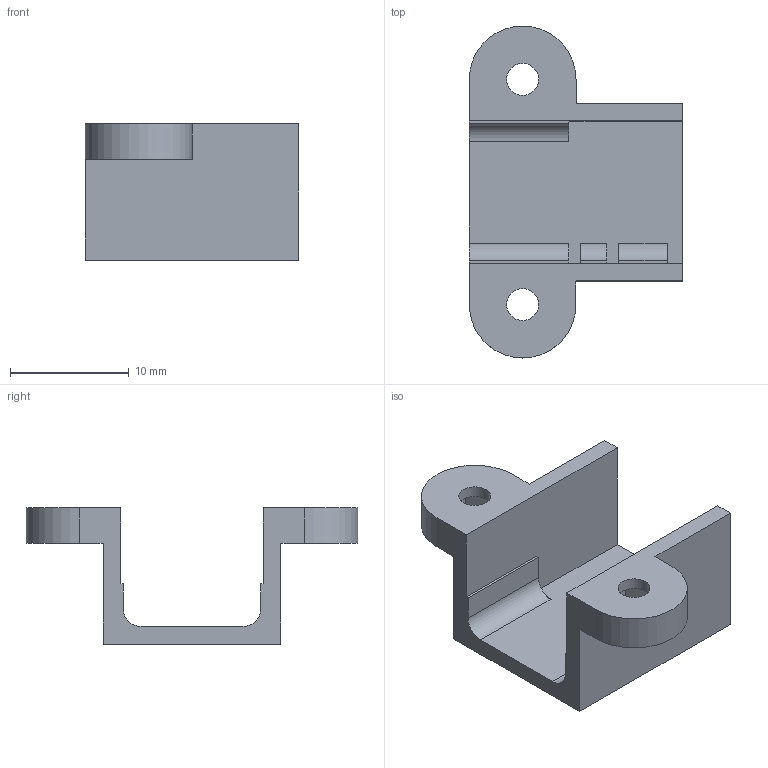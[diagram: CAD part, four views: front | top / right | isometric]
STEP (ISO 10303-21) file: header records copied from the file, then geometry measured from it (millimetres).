
FILE_DESCRIPTION(('FreeCAD Model'),'2;1');
FILE_NAME('Open CASCADE Shape Model','2025-08-20T10:59:00',('Author'),( ''),'Open CASCADE STEP processor 7.8','FreeCAD','Unknown');
FILE_SCHEMA(('AUTOMOTIVE_DESIGN { 1 0 10303 214 1 1 1 1 }'));
Length unit declared in the file: millimetre
Products named in the file (1): Pocket005
Bounding box: 18 x 28 x 11.5 mm (x, y, z)
Volume: 1172.8 mm3; surface area: 1738 mm2
Topology: 1 solids, 1 shells, 52 faces, 146 edges, 96 vertices
Faces by surface type: plane 44, cylinder 8
Full cylindrical faces by diameter (mm): 2.7 x2
Entity records: 1684 total; most frequent: CARTESIAN_POINT 295, ORIENTED_EDGE 292, DIRECTION 268, EDGE_CURVE 146, LINE 130, VECTOR 130, VERTEX_POINT 96, AXIS2_PLACEMENT_3D 69
